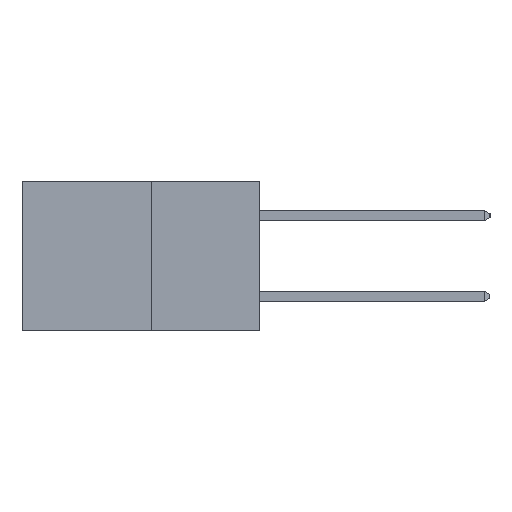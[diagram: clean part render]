
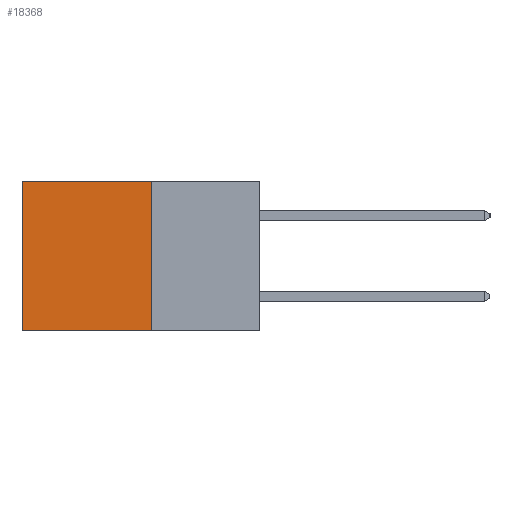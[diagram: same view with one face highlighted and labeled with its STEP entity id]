
A CAD part, left-side view. The second image highlights one B-rep face of the part: STEP entity #18368.
In plain terms, the highlighted planar face has unit normal (-1, 0, 0).
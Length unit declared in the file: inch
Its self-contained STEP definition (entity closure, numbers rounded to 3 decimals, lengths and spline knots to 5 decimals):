
#100 = VECTOR ( 'NONE', #8810, 39.37008 ) ;
#332 = ORIENTED_EDGE ( 'NONE', *, *, #13496, .F. ) ;
#757 = LINE ( 'NONE', #18549, #100 ) ;
#1129 = DIRECTION ( 'NONE',  ( 0., 0., -1. ) ) ;
#1174 = VERTEX_POINT ( 'NONE', #13026 ) ;
#1214 = CARTESIAN_POINT ( 'NONE',  ( 0.277, 0.59, -0.37 ) ) ;
#1543 = CARTESIAN_POINT ( 'NONE',  ( 0.277, 0.27, -0.37 ) ) ;
#1850 = AXIS2_PLACEMENT_3D ( 'NONE', #21497, #23430, #11785 ) ;
#5686 = VECTOR ( 'NONE', #1129, 39.37008 ) ;
#6056 = CARTESIAN_POINT ( 'NONE',  ( 0.277, 0.59, 0. ) ) ;
#6146 = VECTOR ( 'NONE', #21264, 39.37008 ) ;
#6368 = FACE_OUTER_BOUND ( 'NONE', #18004, .T. ) ;
#6585 = VERTEX_POINT ( 'NONE', #21757 ) ;
#7723 = LINE ( 'NONE', #1543, #17546 ) ;
#8505 = VERTEX_POINT ( 'NONE', #6056 ) ;
#8810 = DIRECTION ( 'NONE',  ( 0., 1., 0. ) ) ;
#9825 = PLANE ( 'NONE',  #1850 ) ;
#10319 = LINE ( 'NONE', #13174, #5686 ) ;
#11785 = DIRECTION ( 'NONE',  ( 0., 0., -1. ) ) ;
#11952 = ORIENTED_EDGE ( 'NONE', *, *, #25091, .T. ) ;
#12576 = EDGE_CURVE ( 'NONE', #6585, #8505, #757, .T. ) ;
#13026 = CARTESIAN_POINT ( 'NONE',  ( 0.277, 0.27, -0.37 ) ) ;
#13174 = CARTESIAN_POINT ( 'NONE',  ( 0.277, 0.59, -0.37 ) ) ;
#13496 = EDGE_CURVE ( 'NONE', #1174, #18176, #7723, .T. ) ;
#16174 = EDGE_CURVE ( 'NONE', #6585, #1174, #21760, .T. ) ;
#17382 = CARTESIAN_POINT ( 'NONE',  ( 0.277, 0.27, -0.37 ) ) ;
#17546 = VECTOR ( 'NONE', #21203, 39.37008 ) ;
#18004 = EDGE_LOOP ( 'NONE', ( #11952, #332, #23576, #20020 ) ) ;
#18176 = VERTEX_POINT ( 'NONE', #1214 ) ;
#18368 = ADVANCED_FACE ( 'NONE', ( #6368 ), #9825, .F. ) ;
#18549 = CARTESIAN_POINT ( 'NONE',  ( 0.277, 0.27, 0. ) ) ;
#20020 = ORIENTED_EDGE ( 'NONE', *, *, #12576, .T. ) ;
#21203 = DIRECTION ( 'NONE',  ( 0., 1., 0. ) ) ;
#21264 = DIRECTION ( 'NONE',  ( 0., 0., -1. ) ) ;
#21497 = CARTESIAN_POINT ( 'NONE',  ( 0.277, 0.27, -0.37 ) ) ;
#21757 = CARTESIAN_POINT ( 'NONE',  ( 0.277, 0.27, 0. ) ) ;
#21760 = LINE ( 'NONE', #17382, #6146 ) ;
#23430 = DIRECTION ( 'NONE',  ( 1., 0., 0. ) ) ;
#23576 = ORIENTED_EDGE ( 'NONE', *, *, #16174, .F. ) ;
#25091 = EDGE_CURVE ( 'NONE', #8505, #18176, #10319, .T. ) ;
